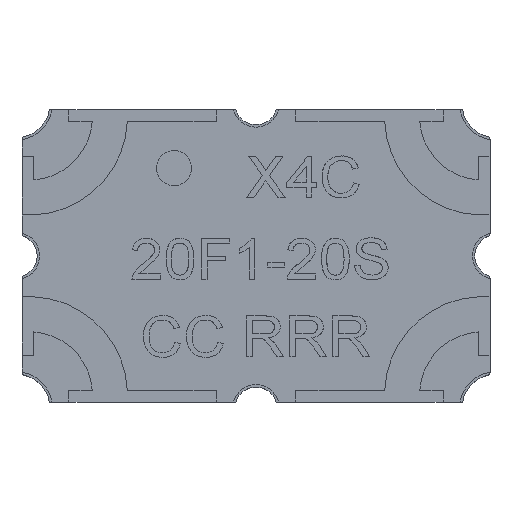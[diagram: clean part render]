
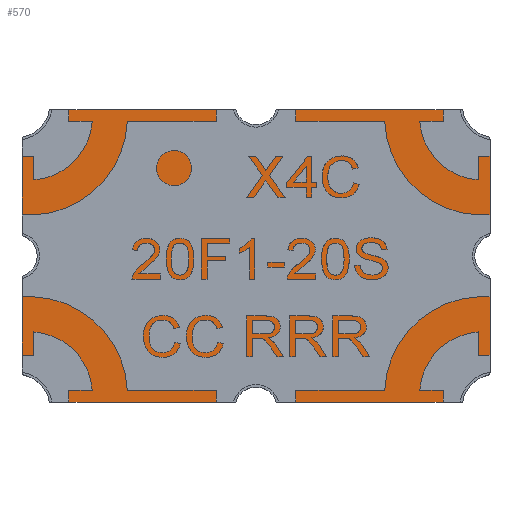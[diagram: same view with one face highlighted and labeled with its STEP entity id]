
A CAD part, top view. The second image highlights one B-rep face of the part: STEP entity #570.
In plain terms, the highlighted planar face has unit normal (0, 0, 1).
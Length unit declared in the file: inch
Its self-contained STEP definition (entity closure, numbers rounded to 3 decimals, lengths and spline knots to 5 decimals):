
#32 = VERTEX_POINT ( 'NONE', #18658 ) ;
#54 = FACE_OUTER_BOUND ( 'NONE', #18291, .T. ) ;
#169 = AXIS2_PLACEMENT_3D ( 'NONE', #14279, #7399, #12964 ) ;
#257 = EDGE_CURVE ( 'NONE', #10399, #15671, #14979, .T. ) ;
#267 = DIRECTION ( 'NONE',  ( 1., 0., 0. ) ) ;
#290 = DIRECTION ( 'NONE',  ( 0., 1., 0. ) ) ;
#355 = DIRECTION ( 'NONE',  ( 0., 0., 1. ) ) ;
#570 = ADVANCED_FACE ( 'NONE', ( #54 ), #5812, .T. ) ;
#937 = VERTEX_POINT ( 'NONE', #11140 ) ;
#1064 = CARTESIAN_POINT ( 'NONE',  ( 0., 0.0625, 0.049 ) ) ;
#1124 = CIRCLE ( 'NONE', #11978, 0.01 ) ;
#1252 = DIRECTION ( 'NONE',  ( 1., 0., 0. ) ) ;
#1309 = LINE ( 'NONE', #8688, #11943 ) ;
#1445 = CARTESIAN_POINT ( 'NONE',  ( -0.1, -0.0497, 0.049 ) ) ;
#1766 = CARTESIAN_POINT ( 'NONE',  ( 0.0925, 0., 0.049 ) ) ;
#1980 = CIRCLE ( 'NONE', #169, 0.0155 ) ;
#1986 = ORIENTED_EDGE ( 'NONE', *, *, #13154, .F. ) ;
#2062 = CARTESIAN_POINT ( 'NONE',  ( 0., -0.0625, 0.049 ) ) ;
#2210 = CARTESIAN_POINT ( 'NONE',  ( -0.1, -0.00968, 0.049 ) ) ;
#2300 = CARTESIAN_POINT ( 'NONE',  ( 0.1, 0.0497, 0.049 ) ) ;
#2379 = VERTEX_POINT ( 'NONE', #1766 ) ;
#2562 = AXIS2_PLACEMENT_3D ( 'NONE', #11388, #14112, #11194 ) ;
#2566 = VECTOR ( 'NONE', #12153, 39.37008 ) ;
#2581 = LINE ( 'NONE', #1064, #5952 ) ;
#2640 = CIRCLE ( 'NONE', #11688, 0.0155 ) ;
#2815 = DIRECTION ( 'NONE',  ( 1., 0., 0. ) ) ;
#3013 = DIRECTION ( 'NONE',  ( 0., -1., 0. ) ) ;
#3227 = ORIENTED_EDGE ( 'NONE', *, *, #257, .T. ) ;
#3404 = LINE ( 'NONE', #3502, #8546 ) ;
#3501 = VECTOR ( 'NONE', #5551, 39.37008 ) ;
#3502 = CARTESIAN_POINT ( 'NONE',  ( -0.1, 0., 0.049 ) ) ;
#3580 = EDGE_CURVE ( 'NONE', #10403, #15503, #16701, .T. ) ;
#3905 = ORIENTED_EDGE ( 'NONE', *, *, #5890, .T. ) ;
#3965 = DIRECTION ( 'NONE',  ( 0., 1., 0. ) ) ;
#3997 = DIRECTION ( 'NONE',  ( 0., 0., 1. ) ) ;
#4025 = EDGE_CURVE ( 'NONE', #11643, #8614, #14316, .T. ) ;
#4232 = CARTESIAN_POINT ( 'NONE',  ( 0., -0.0625, 0.049 ) ) ;
#4534 = CARTESIAN_POINT ( 'NONE',  ( 0.0872, 0.0625, 0.049 ) ) ;
#4543 = LINE ( 'NONE', #14726, #6529 ) ;
#5030 = CIRCLE ( 'NONE', #6540, 0.0155 ) ;
#5205 = EDGE_CURVE ( 'NONE', #14601, #15888, #1980, .T. ) ;
#5457 = CARTESIAN_POINT ( 'NONE',  ( 0., 0.0625, 0.049 ) ) ;
#5551 = DIRECTION ( 'NONE',  ( -1., 0., 0. ) ) ;
#5650 = CARTESIAN_POINT ( 'NONE',  ( 0.0872, -0.0625, 0.049 ) ) ;
#5656 = AXIS2_PLACEMENT_3D ( 'NONE', #11214, #16953, #11124 ) ;
#5692 = DIRECTION ( 'NONE',  ( 1., 0., 0. ) ) ;
#5812 = PLANE ( 'NONE',  #12495 ) ;
#5890 = EDGE_CURVE ( 'NONE', #10403, #8614, #1309, .T. ) ;
#5952 = VECTOR ( 'NONE', #6721, 39.37008 ) ;
#6075 = DIRECTION ( 'NONE',  ( 1., 0., 0. ) ) ;
#6160 = ORIENTED_EDGE ( 'NONE', *, *, #11201, .T. ) ;
#6240 = DIRECTION ( 'NONE',  ( 0., -1., 0. ) ) ;
#6529 = VECTOR ( 'NONE', #290, 39.37008 ) ;
#6531 = CARTESIAN_POINT ( 'NONE',  ( -0.0872, -0.0625, 0.049 ) ) ;
#6540 = AXIS2_PLACEMENT_3D ( 'NONE', #13278, #355, #267 ) ;
#6545 = CARTESIAN_POINT ( 'NONE',  ( 0.1025, 0.065, 0.049 ) ) ;
#6676 = EDGE_CURVE ( 'NONE', #14601, #15503, #3404, .T. ) ;
#6721 = DIRECTION ( 'NONE',  ( -1., 0., 0. ) ) ;
#6982 = ORIENTED_EDGE ( 'NONE', *, *, #11863, .T. ) ;
#7051 = DIRECTION ( 'NONE',  ( 1., 0., 0. ) ) ;
#7100 = DIRECTION ( 'NONE',  ( 0., 0., 1. ) ) ;
#7103 = CARTESIAN_POINT ( 'NONE',  ( -0.1025, -0.065, 0.049 ) ) ;
#7399 = DIRECTION ( 'NONE',  ( 0., 0., 1. ) ) ;
#7474 = ORIENTED_EDGE ( 'NONE', *, *, #12947, .T. ) ;
#7500 = CARTESIAN_POINT ( 'NONE',  ( 0., -0.065, 0.049 ) ) ;
#7634 = CARTESIAN_POINT ( 'NONE',  ( -0.00968, 0.0625, 0.049 ) ) ;
#7778 = DIRECTION ( 'NONE',  ( 1., 0., 0. ) ) ;
#8404 = CARTESIAN_POINT ( 'NONE',  ( 0.1, 0., 0.049 ) ) ;
#8415 = VERTEX_POINT ( 'NONE', #2300 ) ;
#8505 = ORIENTED_EDGE ( 'NONE', *, *, #3580, .F. ) ;
#8546 = VECTOR ( 'NONE', #6240, 39.37008 ) ;
#8581 = EDGE_CURVE ( 'NONE', #17452, #16235, #14301, .T. ) ;
#8614 = VERTEX_POINT ( 'NONE', #1445 ) ;
#8688 = CARTESIAN_POINT ( 'NONE',  ( -0.1, 0., 0.049 ) ) ;
#8752 = CARTESIAN_POINT ( 'NONE',  ( 0., 0., 0.049 ) ) ;
#8949 = ORIENTED_EDGE ( 'NONE', *, *, #12183, .F. ) ;
#9195 = DIRECTION ( 'NONE',  ( 0., 0., 1. ) ) ;
#9336 = ORIENTED_EDGE ( 'NONE', *, *, #6676, .T. ) ;
#9343 = CARTESIAN_POINT ( 'NONE',  ( -0.1, 0.00968, 0.049 ) ) ;
#9988 = ORIENTED_EDGE ( 'NONE', *, *, #5205, .F. ) ;
#10190 = AXIS2_PLACEMENT_3D ( 'NONE', #11500, #16012, #2815 ) ;
#10252 = ORIENTED_EDGE ( 'NONE', *, *, #16096, .T. ) ;
#10399 = VERTEX_POINT ( 'NONE', #15129 ) ;
#10403 = VERTEX_POINT ( 'NONE', #2210 ) ;
#11073 = VECTOR ( 'NONE', #7051, 39.37008 ) ;
#11077 = ORIENTED_EDGE ( 'NONE', *, *, #13797, .F. ) ;
#11124 = DIRECTION ( 'NONE',  ( 1., 0., 0. ) ) ;
#11140 = CARTESIAN_POINT ( 'NONE',  ( 0.1, -0.00968, 0.049 ) ) ;
#11194 = DIRECTION ( 'NONE',  ( 1., 0., 0. ) ) ;
#11201 = EDGE_CURVE ( 'NONE', #17452, #15888, #18367, .T. ) ;
#11214 = CARTESIAN_POINT ( 'NONE',  ( 0.1025, 0., 0.049 ) ) ;
#11388 = CARTESIAN_POINT ( 'NONE',  ( -0.1025, 0., 0.049 ) ) ;
#11500 = CARTESIAN_POINT ( 'NONE',  ( 0.1025, 0., 0.049 ) ) ;
#11579 = DIRECTION ( 'NONE',  ( 0., 0., 1. ) ) ;
#11643 = VERTEX_POINT ( 'NONE', #6531 ) ;
#11681 = DIRECTION ( 'NONE',  ( 1., 0., 0. ) ) ;
#11688 = AXIS2_PLACEMENT_3D ( 'NONE', #6545, #9195, #7778 ) ;
#11734 = ORIENTED_EDGE ( 'NONE', *, *, #4025, .F. ) ;
#11863 = EDGE_CURVE ( 'NONE', #32, #937, #4543, .T. ) ;
#11943 = VECTOR ( 'NONE', #3013, 39.37008 ) ;
#11978 = AXIS2_PLACEMENT_3D ( 'NONE', #7500, #13243, #6075 ) ;
#12153 = DIRECTION ( 'NONE',  ( 1., 0., 0. ) ) ;
#12183 = EDGE_CURVE ( 'NONE', #32, #15671, #5030, .T. ) ;
#12495 = AXIS2_PLACEMENT_3D ( 'NONE', #8752, #11579, #11681 ) ;
#12719 = CARTESIAN_POINT ( 'NONE',  ( -0.1, 0.0497, 0.049 ) ) ;
#12936 = VERTEX_POINT ( 'NONE', #16168 ) ;
#12947 = EDGE_CURVE ( 'NONE', #12936, #8415, #18280, .T. ) ;
#12964 = DIRECTION ( 'NONE',  ( 1., 0., 0. ) ) ;
#13154 = EDGE_CURVE ( 'NONE', #10399, #17454, #1124, .T. ) ;
#13243 = DIRECTION ( 'NONE',  ( 0., 0., 1. ) ) ;
#13278 = CARTESIAN_POINT ( 'NONE',  ( 0.1025, -0.065, 0.049 ) ) ;
#13390 = AXIS2_PLACEMENT_3D ( 'NONE', #14366, #7100, #5692 ) ;
#13479 = ORIENTED_EDGE ( 'NONE', *, *, #13836, .T. ) ;
#13485 = CARTESIAN_POINT ( 'NONE',  ( -0.00968, -0.0625, 0.049 ) ) ;
#13797 = EDGE_CURVE ( 'NONE', #2379, #937, #14384, .T. ) ;
#13836 = EDGE_CURVE ( 'NONE', #11643, #17454, #14499, .T. ) ;
#14112 = DIRECTION ( 'NONE',  ( 0., 0., 1. ) ) ;
#14279 = CARTESIAN_POINT ( 'NONE',  ( -0.1025, 0.065, 0.049 ) ) ;
#14301 = CIRCLE ( 'NONE', #13390, 0.01 ) ;
#14316 = CIRCLE ( 'NONE', #17911, 0.0155 ) ;
#14366 = CARTESIAN_POINT ( 'NONE',  ( 0., 0.065, 0.049 ) ) ;
#14384 = CIRCLE ( 'NONE', #5656, 0.01 ) ;
#14499 = LINE ( 'NONE', #4232, #11073 ) ;
#14601 = VERTEX_POINT ( 'NONE', #12719 ) ;
#14644 = CARTESIAN_POINT ( 'NONE',  ( 0.00968, 0.0625, 0.049 ) ) ;
#14692 = EDGE_CURVE ( 'NONE', #12936, #2379, #18294, .T. ) ;
#14696 = ORIENTED_EDGE ( 'NONE', *, *, #14692, .F. ) ;
#14726 = CARTESIAN_POINT ( 'NONE',  ( 0.1, 0., 0.049 ) ) ;
#14979 = LINE ( 'NONE', #2062, #2566 ) ;
#15129 = CARTESIAN_POINT ( 'NONE',  ( 0.00968, -0.0625, 0.049 ) ) ;
#15503 = VERTEX_POINT ( 'NONE', #9343 ) ;
#15671 = VERTEX_POINT ( 'NONE', #5650 ) ;
#15788 = ORIENTED_EDGE ( 'NONE', *, *, #16033, .F. ) ;
#15888 = VERTEX_POINT ( 'NONE', #17216 ) ;
#16012 = DIRECTION ( 'NONE',  ( 0., 0., 1. ) ) ;
#16033 = EDGE_CURVE ( 'NONE', #16517, #8415, #2640, .T. ) ;
#16096 = EDGE_CURVE ( 'NONE', #16517, #16235, #2581, .T. ) ;
#16159 = ORIENTED_EDGE ( 'NONE', *, *, #8581, .F. ) ;
#16168 = CARTESIAN_POINT ( 'NONE',  ( 0.1, 0.00968, 0.049 ) ) ;
#16235 = VERTEX_POINT ( 'NONE', #14644 ) ;
#16475 = VECTOR ( 'NONE', #3965, 39.37008 ) ;
#16517 = VERTEX_POINT ( 'NONE', #4534 ) ;
#16701 = CIRCLE ( 'NONE', #2562, 0.01 ) ;
#16953 = DIRECTION ( 'NONE',  ( 0., 0., 1. ) ) ;
#17216 = CARTESIAN_POINT ( 'NONE',  ( -0.0872, 0.0625, 0.049 ) ) ;
#17452 = VERTEX_POINT ( 'NONE', #7634 ) ;
#17454 = VERTEX_POINT ( 'NONE', #13485 ) ;
#17911 = AXIS2_PLACEMENT_3D ( 'NONE', #7103, #3997, #1252 ) ;
#18280 = LINE ( 'NONE', #8404, #16475 ) ;
#18291 = EDGE_LOOP ( 'NONE', ( #16159, #6160, #9988, #9336, #8505, #3905, #11734, #13479, #1986, #3227, #8949, #6982, #11077, #14696, #7474, #15788, #10252 ) ) ;
#18294 = CIRCLE ( 'NONE', #10190, 0.01 ) ;
#18367 = LINE ( 'NONE', #5457, #3501 ) ;
#18658 = CARTESIAN_POINT ( 'NONE',  ( 0.1, -0.0497, 0.049 ) ) ;
